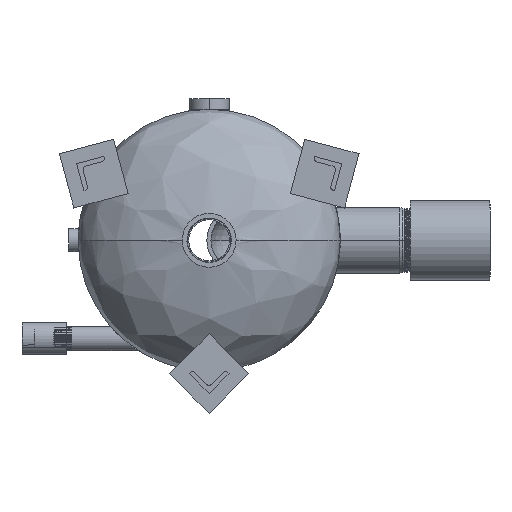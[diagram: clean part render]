
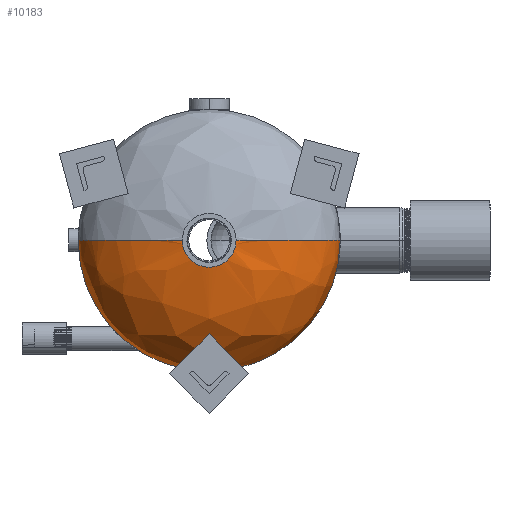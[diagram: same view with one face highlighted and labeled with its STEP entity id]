
A CAD part, front view. The second image highlights one B-rep face of the part: STEP entity #10183.
In plain terms, the highlighted free-form (B-spline) face has degree [3, 3] with [4, 4] control points.
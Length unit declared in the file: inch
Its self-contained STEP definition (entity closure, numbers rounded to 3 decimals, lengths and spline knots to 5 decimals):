
#851 = DIRECTION ( 'NONE',  ( 1., 0., 0. ) ) ;
#1188 = FACE_OUTER_BOUND ( 'NONE', #9935, .T. ) ;
#1651 = ORIENTED_EDGE ( 'NONE', *, *, #2606, .F. ) ;
#1654 = CARTESIAN_POINT ( 'NONE',  ( 1.3125, 6.4346, 0. ) ) ;
#1715 = DIRECTION ( 'NONE',  ( 1., 0., 0. ) ) ;
#1801 = VERTEX_POINT ( 'NONE', #3126 ) ;
#2128 = EDGE_CURVE ( 'NONE', #1801, #16248, #3928, .T. ) ;
#2143 = CARTESIAN_POINT ( 'NONE',  ( 0., 6.4346, 1.3125 ) ) ;
#2276 = CARTESIAN_POINT ( 'NONE',  ( 7., 2.8125, 0. ) ) ;
#2549 = CARTESIAN_POINT ( 'NONE',  ( 4.7618, 6.08775, 9.5236 ) ) ;
#2606 = EDGE_CURVE ( 'NONE', #4933, #1801, #12276, .T. ) ;
#2627 = AXIS2_PLACEMENT_3D ( 'NONE', #11968, #15967, #1715 ) ;
#2684 = VERTEX_POINT ( 'NONE', #1654 ) ;
#3126 = CARTESIAN_POINT ( 'NONE',  ( -1.3125, 6.4346, 0. ) ) ;
#3391 = DIRECTION ( 'NONE',  ( 0., 1., 0. ) ) ;
#3458 = ORIENTED_EDGE ( 'NONE', *, *, #5407, .F. ) ;
#3806 = CARTESIAN_POINT ( 'NONE',  ( 7., 2.8125, 14. ) ) ;
#3888 = CARTESIAN_POINT ( 'NONE',  ( 7., 4.66235, 0. ) ) ;
#3928 = CIRCLE ( 'NONE', #11047, 1.3125 ) ;
#4075 =( BOUNDED_CURVE ( )  B_SPLINE_CURVE ( 3, ( #2276, #7470, #12688, #5316 ),
 .UNSPECIFIED., .F., .F. ) 
 B_SPLINE_CURVE_WITH_KNOTS ( ( 4, 4 ),
 ( 0., 1.38218 ),
 .UNSPECIFIED. ) 
 CURVE ( )  GEOMETRIC_REPRESENTATION_ITEM ( )  RATIONAL_B_SPLINE_CURVE ( ( 1., 0.847, 0.847, 1. ) ) 
 REPRESENTATION_ITEM ( '' )  );
#4933 = VERTEX_POINT ( 'NONE', #10227 ) ;
#4935 = CARTESIAN_POINT ( 'NONE',  ( -7., 4.66235, 0. ) ) ;
#5099 = CARTESIAN_POINT ( 'NONE',  ( 7., 4.66235, 14. ) ) ;
#5131 = ORIENTED_EDGE ( 'NONE', *, *, #14061, .T. ) ;
#5137 = VERTEX_POINT ( 'NONE', #15402 ) ;
#5316 = CARTESIAN_POINT ( 'NONE',  ( 1.3125, 6.4346, 0. ) ) ;
#5407 = EDGE_CURVE ( 'NONE', #5137, #4933, #6173, .T. ) ;
#6173 = CIRCLE ( 'NONE', #2627, 7. ) ;
#6231 = CARTESIAN_POINT ( 'NONE',  ( 7., 2.8125, 0. ) ) ;
#6346 = EDGE_CURVE ( 'NONE', #16248, #2684, #8921, .T. ) ;
#6618 = CARTESIAN_POINT ( 'NONE',  ( 0., 6.4346, 0. ) ) ;
#7470 = CARTESIAN_POINT ( 'NONE',  ( 7., 4.66235, 0. ) ) ;
#7737 = CARTESIAN_POINT ( 'NONE',  ( -7., 2.8125, 0. ) ) ;
#8039 = CARTESIAN_POINT ( 'NONE',  ( -7., 2.8125, 0. ) ) ;
#8862 = CARTESIAN_POINT ( 'NONE',  ( -1.3125, 6.4346, 0. ) ) ;
#8921 = CIRCLE ( 'NONE', #13547, 1.3125 ) ;
#9087 = DIRECTION ( 'NONE',  ( 0., 1., 0. ) ) ;
#9327 = CARTESIAN_POINT ( 'NONE',  ( -4.7618, 6.08775, 0. ) ) ;
#9430 = DIRECTION ( 'NONE',  ( 1., 0., 0. ) ) ;
#9935 = EDGE_LOOP ( 'NONE', ( #1651, #3458, #5131, #16852, #11749 ) ) ;
#10158 = CARTESIAN_POINT ( 'NONE',  ( -4.7618, 6.08775, 0. ) ) ;
#10183 = ADVANCED_FACE ( 'NONE', ( #1188 ), #12729, .T. ) ;
#10227 = CARTESIAN_POINT ( 'NONE',  ( -7., 2.8125, 0. ) ) ;
#11047 = AXIS2_PLACEMENT_3D ( 'NONE', #6618, #9087, #9430 ) ;
#11749 = ORIENTED_EDGE ( 'NONE', *, *, #2128, .F. ) ;
#11968 = CARTESIAN_POINT ( 'NONE',  ( 0., 2.8125, 0. ) ) ;
#12276 =( BOUNDED_CURVE ( )  B_SPLINE_CURVE ( 3, ( #8039, #15563, #9327, #14358 ),
 .UNSPECIFIED., .F., .F. ) 
 B_SPLINE_CURVE_WITH_KNOTS ( ( 4, 4 ),
 ( 0., 1.38218 ),
 .UNSPECIFIED. ) 
 CURVE ( )  GEOMETRIC_REPRESENTATION_ITEM ( )  RATIONAL_B_SPLINE_CURVE ( ( 1., 0.847, 0.847, 1. ) ) 
 REPRESENTATION_ITEM ( '' )  );
#12688 = CARTESIAN_POINT ( 'NONE',  ( 4.7618, 6.08775, 0. ) ) ;
#12718 = CARTESIAN_POINT ( 'NONE',  ( -4.7618, 6.08775, 9.5236 ) ) ;
#12729 =( BOUNDED_SURFACE ( )  B_SPLINE_SURFACE ( 3, 3, ( 
 ( #6231, #3806, #16810, #7737 ),
 ( #3888, #5099, #12799, #4935 ),
 ( #13046, #2549, #12718, #10158 ),
 ( #14308, #12956, #15521, #8862 ) ),
 .UNSPECIFIED., .F., .F., .F. ) 
 B_SPLINE_SURFACE_WITH_KNOTS ( ( 4, 4 ),
 ( 4, 4 ),
 ( 0., 1. ),
 ( 0., 1. ),
 .UNSPECIFIED. ) 
 GEOMETRIC_REPRESENTATION_ITEM ( )  RATIONAL_B_SPLINE_SURFACE ( (
 ( 1., 0.333, 0.333, 1.),
 ( 0.847, 0.282, 0.282, 0.847),
 ( 0.847, 0.282, 0.282, 0.847),
 ( 1., 0.333, 0.333, 1.) ) ) 
 REPRESENTATION_ITEM ( '' )  SURFACE ( )  );
#12799 = CARTESIAN_POINT ( 'NONE',  ( -7., 4.66235, 14. ) ) ;
#12956 = CARTESIAN_POINT ( 'NONE',  ( 1.3125, 6.4346, 2.625 ) ) ;
#13046 = CARTESIAN_POINT ( 'NONE',  ( 4.7618, 6.08775, 0. ) ) ;
#13547 = AXIS2_PLACEMENT_3D ( 'NONE', #16373, #3391, #851 ) ;
#14061 = EDGE_CURVE ( 'NONE', #5137, #2684, #4075, .T. ) ;
#14308 = CARTESIAN_POINT ( 'NONE',  ( 1.3125, 6.4346, 0. ) ) ;
#14358 = CARTESIAN_POINT ( 'NONE',  ( -1.3125, 6.4346, 0. ) ) ;
#15402 = CARTESIAN_POINT ( 'NONE',  ( 7., 2.8125, 0. ) ) ;
#15521 = CARTESIAN_POINT ( 'NONE',  ( -1.3125, 6.4346, 2.625 ) ) ;
#15563 = CARTESIAN_POINT ( 'NONE',  ( -7., 4.66235, 0. ) ) ;
#15967 = DIRECTION ( 'NONE',  ( 0., -1., 0. ) ) ;
#16248 = VERTEX_POINT ( 'NONE', #2143 ) ;
#16373 = CARTESIAN_POINT ( 'NONE',  ( 0., 6.4346, 0. ) ) ;
#16810 = CARTESIAN_POINT ( 'NONE',  ( -7., 2.8125, 14. ) ) ;
#16852 = ORIENTED_EDGE ( 'NONE', *, *, #6346, .F. ) ;
